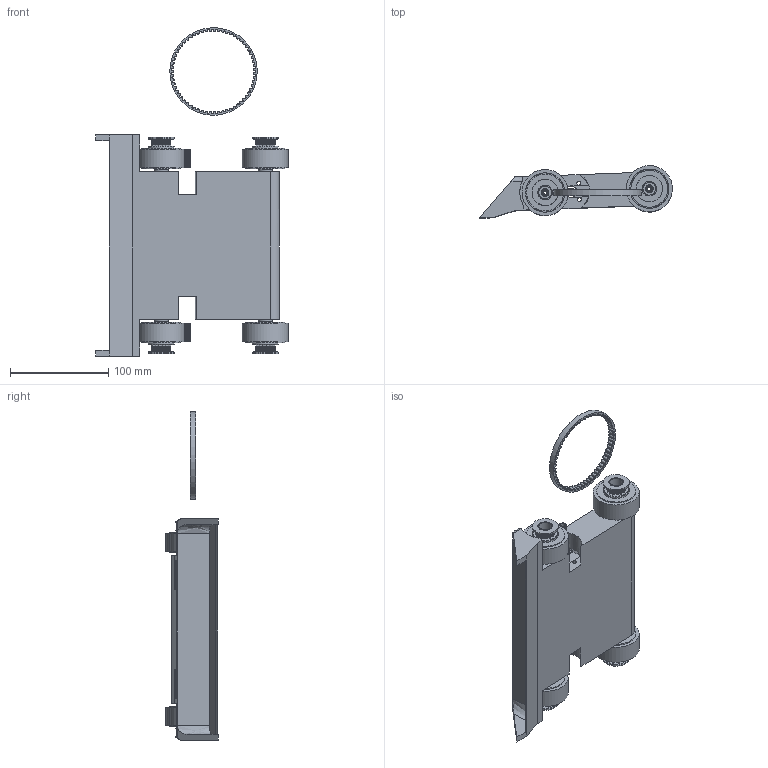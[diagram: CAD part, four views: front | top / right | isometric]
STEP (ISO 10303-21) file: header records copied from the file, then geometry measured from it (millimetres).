
FILE_DESCRIPTION(('FreeCAD Model'),'2;1');
FILE_NAME('Open CASCADE Shape Model','2025-05-03T00:40:21',('FreeCAD'),( 'FreeCAD'),'Open CASCADE STEP processor 7.6','FreeCAD','Unknown');
FILE_SCHEMA(('AUTOMOTIVE_DESIGN { 1 0 10303 214 1 1 1 1 }'));
Products named in the file (1): Open CASCADE STEP translator 7.6 1
Bounding box: 196.39 x 53.31 x 334.53 mm (x, y, z)
Volume: 419049.7 mm3; surface area: 216669.7 mm2
Topology: 17 solids, 17 shells, 1451 faces, 4092 edges, 2706 vertices
Faces by surface type: bspline 1451
Entity records: 68673 total; most frequent: CARTESIAN_POINT 46773, ORIENTED_EDGE 8184, EDGE_CURVE 4092, VERTEX_POINT 2706, B_SPLINE_CURVE_WITH_KNOTS 2036, FACE_BOUND 1560, EDGE_LOOP 1560, ADVANCED_FACE 1451
